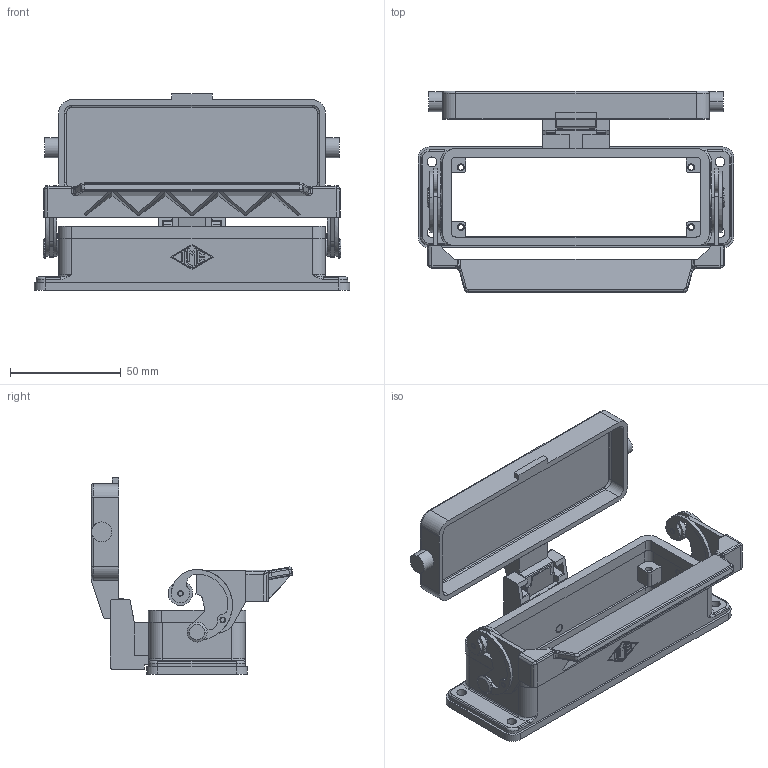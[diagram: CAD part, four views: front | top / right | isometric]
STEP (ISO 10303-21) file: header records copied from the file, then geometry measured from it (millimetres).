
FILE_DESCRIPTION((''),'2;1');
FILE_NAME('CHI 24 LS.stp','2006-12-21T14:19:47',('gembarski'),(''),'Autodesk Inventor 7','Autodesk Inventor 7','');
FILE_SCHEMA(('AUTOMOTIVE_DESIGN { 1 0 10303 214 1 1 1 1 }'));
Length unit declared in the file: millimetre
Products named in the file (1): CHI 24 LS
Bounding box: 142.5 x 90.95 x 88.7 mm (x, y, z)
Volume: 92359.1 mm3; surface area: 62562.2 mm2
Topology: 6 solids, 6 shells, 650 faces, 1742 edges, 1128 vertices
Faces by surface type: plane 262, cylinder 209, bspline 149, torus 20, cone 6, sphere 4
Entity records: 23921 total; most frequent: CARTESIAN_POINT 7530, ORIENTED_EDGE 3480, DIRECTION 3402, EDGE_CURVE 1740, AXIS2_PLACEMENT_3D 1196, VERTEX_POINT 1128, VECTOR 1010, LINE 1010
